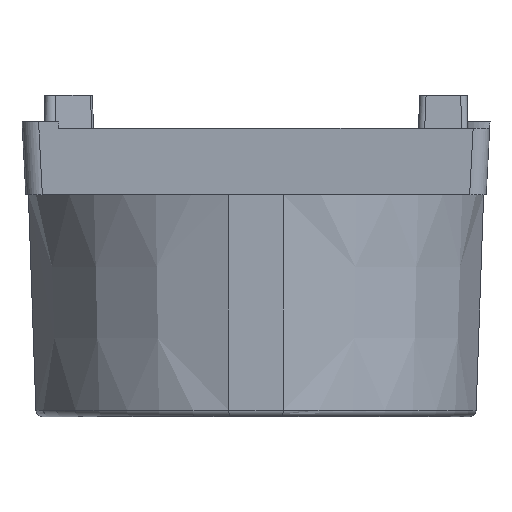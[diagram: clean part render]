
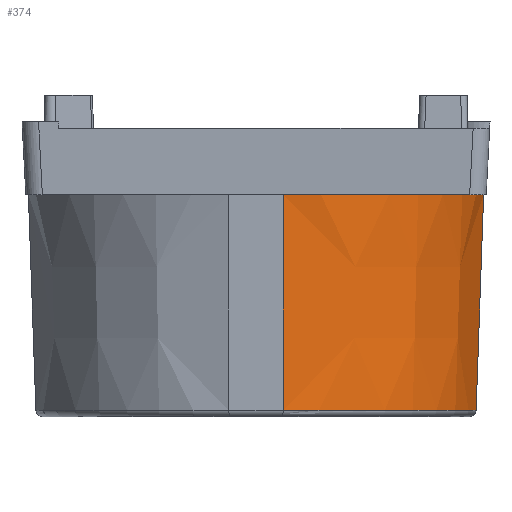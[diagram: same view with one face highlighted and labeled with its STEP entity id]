
A CAD part, front view. The second image highlights one B-rep face of the part: STEP entity #374.
In plain terms, the highlighted conical face has half-angle 2 degrees and reference radius 6.993 mm.
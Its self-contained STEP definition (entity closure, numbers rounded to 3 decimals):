
#136=CONICAL_SURFACE('',#1514,6.993,2.);
#374=ADVANCED_FACE('',(#460),#136,.T.);
#460=FACE_OUTER_BOUND('',#545,.T.);
#545=EDGE_LOOP('',(#798,#799,#800,#801));
#631=CIRCLE('',#1500,6.916);
#635=CIRCLE('',#1513,6.689);
#798=ORIENTED_EDGE('',*,*,#1302,.F.);
#799=ORIENTED_EDGE('',*,*,#1303,.T.);
#800=ORIENTED_EDGE('',*,*,#1304,.T.);
#801=ORIENTED_EDGE('',*,*,#1279,.F.);
#1128=VERTEX_POINT('',#8578);
#1129=VERTEX_POINT('',#8580);
#1143=VERTEX_POINT('',#8625);
#1144=VERTEX_POINT('',#8627);
#1279=EDGE_CURVE('',#1128,#1129,#631,.T.);
#1302=EDGE_CURVE('',#1143,#1128,#1403,.T.);
#1303=EDGE_CURVE('',#1143,#1144,#635,.T.);
#1304=EDGE_CURVE('',#1144,#1129,#1404,.T.);
#1403=B_SPLINE_CURVE_WITH_KNOTS('',3,(#8621,#8622,#8623,#8624),
 .UNSPECIFIED.,.F.,.F.,(4,4),(0.,1.),.UNSPECIFIED.);
#1404=B_SPLINE_CURVE_WITH_KNOTS('',3,(#8628,#8629,#8630,#8631),
 .UNSPECIFIED.,.F.,.F.,(4,4),(0.,1.),.UNSPECIFIED.);
#1500=AXIS2_PLACEMENT_3D('',#8579,#1750,#1751);
#1513=AXIS2_PLACEMENT_3D('',#8626,#1791,#1792);
#1514=AXIS2_PLACEMENT_3D('',#8632,#1793,#1794);
#1750=DIRECTION('',(0.,0.,1.));
#1751=DIRECTION('',(1.,0.,0.));
#1791=DIRECTION('',(0.,0.,1.));
#1792=DIRECTION('',(-1.,0.,0.));
#1793=DIRECTION('',(0.,0.,1.));
#1794=DIRECTION('',(-1.,0.,0.));
#8578=CARTESIAN_POINT('',(-72.875,-141.328,-1.998));
#8579=CARTESIAN_POINT('',(-73.705,-134.462,-1.998));
#8580=CARTESIAN_POINT('',(-66.839,-135.292,-1.998));
#8621=CARTESIAN_POINT('',(-72.889,-141.101,-8.499));
#8622=CARTESIAN_POINT('',(-72.885,-141.177,-6.332));
#8623=CARTESIAN_POINT('',(-72.88,-141.253,-4.165));
#8624=CARTESIAN_POINT('',(-72.875,-141.328,-1.998));
#8625=CARTESIAN_POINT('',(-72.889,-141.101,-8.499));
#8626=CARTESIAN_POINT('',(-73.705,-134.462,-8.499));
#8627=CARTESIAN_POINT('',(-67.066,-135.278,-8.499));
#8628=CARTESIAN_POINT('',(-67.066,-135.278,-8.499));
#8629=CARTESIAN_POINT('',(-66.99,-135.283,-6.332));
#8630=CARTESIAN_POINT('',(-66.915,-135.287,-4.165));
#8631=CARTESIAN_POINT('',(-66.839,-135.292,-1.998));
#8632=CARTESIAN_POINT('',(-73.705,-134.462,0.2));
